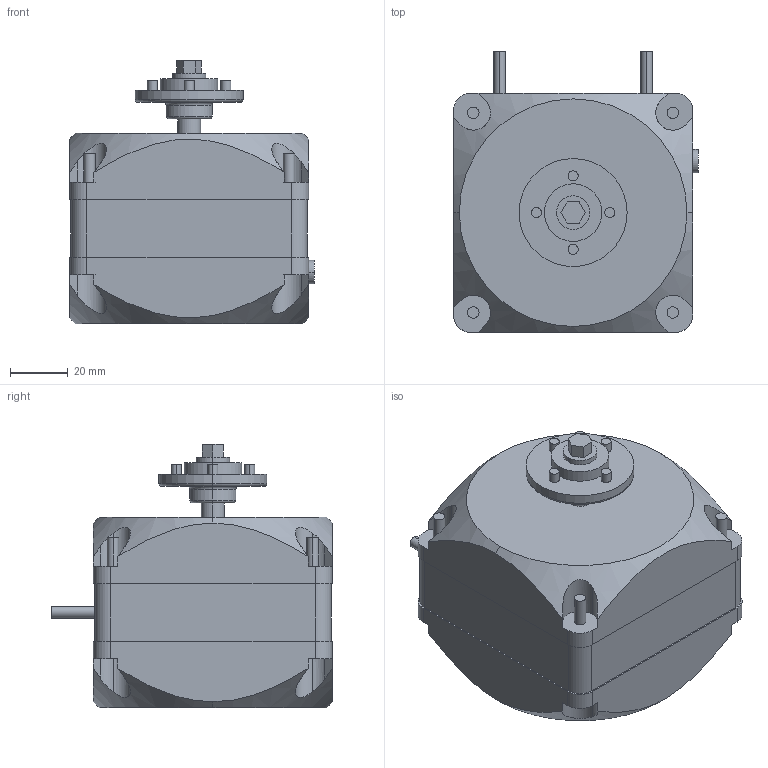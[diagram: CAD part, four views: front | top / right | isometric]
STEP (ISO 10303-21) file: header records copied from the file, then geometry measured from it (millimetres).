
FILE_DESCRIPTION (( 'STEP AP203' ), '1' );
FILE_NAME ('119-3256.STEP', '2024-11-28T22:24:31', ( '' ), ( '' ), 'SwSTEP 2.0', 'SolidWorks 2022', '' );
FILE_SCHEMA (( 'CONFIG_CONTROL_DESIGN' ));
Length unit declared in the file: millimetre
Products named in the file (1): 119-3256
Bounding box: 85 x 97.5 x 91.3 mm (x, y, z)
Volume: 429946.1 mm3; surface area: 37686 mm2
Topology: 1 solids, 1 shells, 129 faces, 318 edges, 210 vertices
Faces by surface type: plane 63, cylinder 56, torus 6, cone 4
Entity records: 4473 total; most frequent: CARTESIAN_POINT 1294, DIRECTION 654, ORIENTED_EDGE 636, EDGE_CURVE 318, AXIS2_PLACEMENT_3D 246, VERTEX_POINT 210, VECTOR 162, LINE 162
